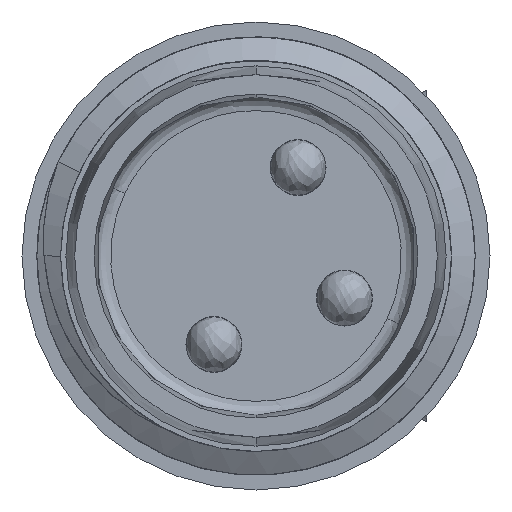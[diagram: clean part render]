
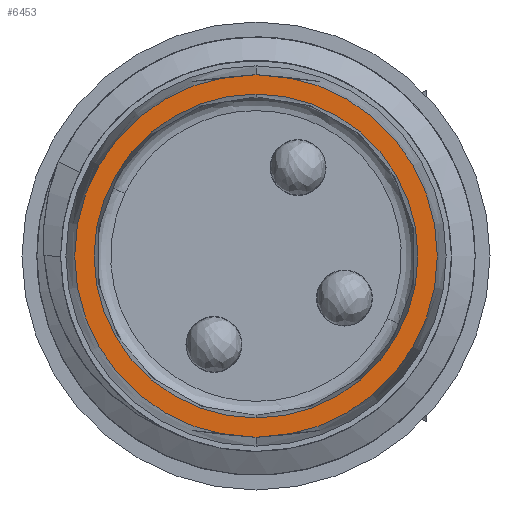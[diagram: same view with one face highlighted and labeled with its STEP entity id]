
A CAD part, left-side view. The second image highlights one B-rep face of the part: STEP entity #6453.
In plain terms, the highlighted planar face has unit normal (-1, 0, 0).
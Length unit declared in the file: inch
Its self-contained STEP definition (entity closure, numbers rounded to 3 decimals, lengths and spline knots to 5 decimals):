
#401 = EDGE_LOOP ( 'NONE', ( #6686, #5972 ) ) ;
#713 = DIRECTION ( 'NONE',  ( 1., 0., 0. ) ) ;
#1027 = CARTESIAN_POINT ( 'NONE',  ( -7.77982, 0.12048, 0.12786 ) ) ;
#1389 = AXIS2_PLACEMENT_3D ( 'NONE', #4906, #713, #1580 ) ;
#1580 = DIRECTION ( 'NONE',  ( 0., 0., -1. ) ) ;
#1921 = ORIENTED_EDGE ( 'NONE', *, *, #8557, .F. ) ;
#2088 = AXIS2_PLACEMENT_3D ( 'NONE', #4781, #3348, #3304 ) ;
#2426 = CIRCLE ( 'NONE', #7563, 0.11417 ) ;
#2448 = VERTEX_POINT ( 'NONE', #4888 ) ;
#2590 = PLANE ( 'NONE',  #5681 ) ;
#2683 = FACE_OUTER_BOUND ( 'NONE', #5534, .T. ) ;
#3277 = DIRECTION ( 'NONE',  ( -1., 0., 0. ) ) ;
#3304 = DIRECTION ( 'NONE',  ( 0., 0., 1. ) ) ;
#3348 = DIRECTION ( 'NONE',  ( 1., 0., 0. ) ) ;
#4040 = AXIS2_PLACEMENT_3D ( 'NONE', #4123, #7564, #5470 ) ;
#4123 = CARTESIAN_POINT ( 'NONE',  ( -7.77982, 0.12048, 0. ) ) ;
#4171 = CIRCLE ( 'NONE', #1389, 0.12786 ) ;
#4579 = EDGE_CURVE ( 'NONE', #6240, #8202, #2426, .T. ) ;
#4598 = ORIENTED_EDGE ( 'NONE', *, *, #5652, .F. ) ;
#4781 = CARTESIAN_POINT ( 'NONE',  ( -7.77982, 0.12048, 0. ) ) ;
#4888 = CARTESIAN_POINT ( 'NONE',  ( -7.77982, 0.12048, -0.12786 ) ) ;
#4906 = CARTESIAN_POINT ( 'NONE',  ( -7.77982, 0.12048, 0. ) ) ;
#5278 = CARTESIAN_POINT ( 'NONE',  ( -7.77982, 0.12048, 0.11417 ) ) ;
#5332 = DIRECTION ( 'NONE',  ( 0., 0., 1. ) ) ;
#5470 = DIRECTION ( 'NONE',  ( 0., 0., -1. ) ) ;
#5534 = EDGE_LOOP ( 'NONE', ( #4598, #1921 ) ) ;
#5554 = CARTESIAN_POINT ( 'NONE',  ( -7.77982, 0.12048, -0.11417 ) ) ;
#5605 = EDGE_CURVE ( 'NONE', #8202, #6240, #6052, .T. ) ;
#5652 = EDGE_CURVE ( 'NONE', #2448, #8583, #7208, .T. ) ;
#5681 = AXIS2_PLACEMENT_3D ( 'NONE', #8278, #3277, #7361 ) ;
#5972 = ORIENTED_EDGE ( 'NONE', *, *, #4579, .T. ) ;
#6018 = CARTESIAN_POINT ( 'NONE',  ( -7.77982, 0.12048, 0. ) ) ;
#6052 = CIRCLE ( 'NONE', #2088, 0.11417 ) ;
#6240 = VERTEX_POINT ( 'NONE', #5554 ) ;
#6453 = ADVANCED_FACE ( 'NONE', ( #8966, #2683 ), #2590, .T. ) ;
#6686 = ORIENTED_EDGE ( 'NONE', *, *, #5605, .T. ) ;
#7208 = CIRCLE ( 'NONE', #4040, 0.12786 ) ;
#7361 = DIRECTION ( 'NONE',  ( 0., -1., 0. ) ) ;
#7563 = AXIS2_PLACEMENT_3D ( 'NONE', #6018, #8797, #5332 ) ;
#7564 = DIRECTION ( 'NONE',  ( 1., 0., 0. ) ) ;
#8202 = VERTEX_POINT ( 'NONE', #5278 ) ;
#8278 = CARTESIAN_POINT ( 'NONE',  ( -7.77982, 0.22977, 0.05197 ) ) ;
#8557 = EDGE_CURVE ( 'NONE', #8583, #2448, #4171, .T. ) ;
#8583 = VERTEX_POINT ( 'NONE', #1027 ) ;
#8797 = DIRECTION ( 'NONE',  ( 1., 0., 0. ) ) ;
#8966 = FACE_BOUND ( 'NONE', #401, .T. ) ;
